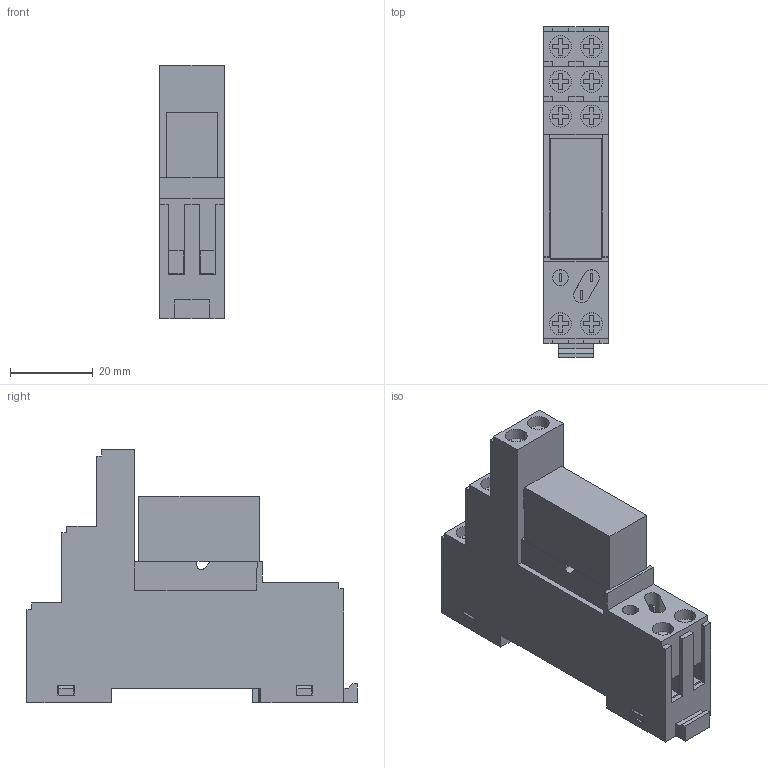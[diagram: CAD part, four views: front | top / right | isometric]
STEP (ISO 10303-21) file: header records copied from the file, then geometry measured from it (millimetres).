
FILE_DESCRIPTION((''),'2;1');
FILE_NAME('RSB2A080BDS-3D','2020-11-30T15:00:34',('SESA231899'),('Schneider-Electric'),'CREO PARAMETRIC BY PTC INC, 2019164','CREO PARAMETRIC BY PTC INC, 2019164','');
FILE_SCHEMA(('AP242_MANAGED_MODEL_BASED_3D_ENGINEERING_MIM_LF { 1 0 10303 442 1 1 4 }'));
Length unit declared in the file: millimetre
Products named in the file (1): RSB2A080BDS-3D
Bounding box: 15.6 x 79.6 x 61 mm (x, y, z)
Volume: 42941 mm3; surface area: 13771.9 mm2
Topology: 1 solids, 1 shells, 356 faces, 952 edges, 630 vertices
Faces by surface type: plane 335, cylinder 21
Entity records: 38639 total; most frequent: CARTESIAN_POINT 28721, ORIENTED_EDGE 1904, DIRECTION 1789, EDGE_CURVE 952, VECTOR 919, LINE 919, VERTEX_POINT 630, POLYLINE 462
